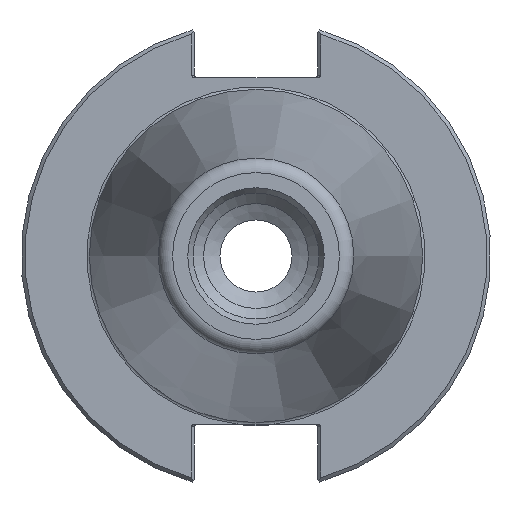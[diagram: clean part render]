
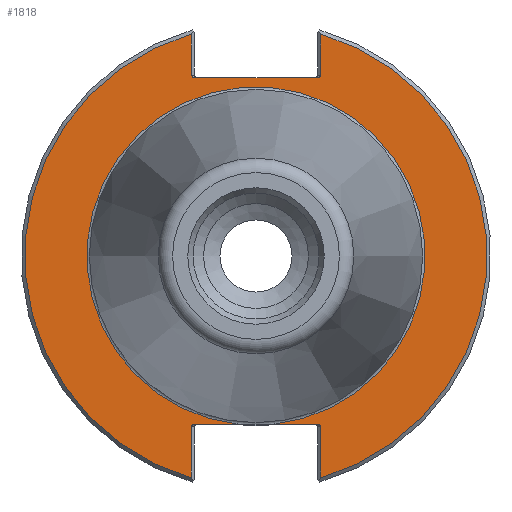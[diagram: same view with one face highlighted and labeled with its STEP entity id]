
A CAD part, left-side view. The second image highlights one B-rep face of the part: STEP entity #1818.
In plain terms, the highlighted planar face has unit normal (-1, 0, 0).
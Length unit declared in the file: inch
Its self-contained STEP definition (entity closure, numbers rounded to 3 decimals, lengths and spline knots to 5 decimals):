
#21=ELLIPSE('',#1989,0.02828,0.02);
#25=ELLIPSE('',#1998,0.02828,0.02);
#26=ELLIPSE('',#2002,0.02828,0.02);
#30=ELLIPSE('',#2011,0.02828,0.02);
#173=LINE('',#3852,#275);
#181=LINE('',#3884,#283);
#189=LINE('',#3915,#291);
#197=LINE('',#3947,#299);
#199=LINE('',#3979,#301);
#200=LINE('',#3981,#302);
#201=LINE('',#3983,#303);
#275=VECTOR('',#2336,0.3937);
#283=VECTOR('',#2362,0.3937);
#291=VECTOR('',#2386,0.3937);
#299=VECTOR('',#2412,0.3937);
#301=VECTOR('',#2430,0.3937);
#302=VECTOR('',#2433,0.3937);
#303=VECTOR('',#2436,0.3937);
#381=PLANE('',#2025);
#531=FACE_OUTER_BOUND('',#629,.T.);
#629=EDGE_LOOP('',(#1530,#1531,#1532,#1533,#1534,#1535,#1536,#1537,#1538,
#1539,#1540,#1541,#1542,#1543));
#720=CIRCLE('',#2020,1.395);
#725=CIRCLE('',#2026,1.9075);
#726=CIRCLE('',#2027,1.9075);
#871=VERTEX_POINT('',#3837);
#872=VERTEX_POINT('',#3839);
#875=VERTEX_POINT('',#3851);
#880=VERTEX_POINT('',#3869);
#881=VERTEX_POINT('',#3871);
#884=VERTEX_POINT('',#3883);
#886=VERTEX_POINT('',#3891);
#887=VERTEX_POINT('',#3892);
#893=VERTEX_POINT('',#3911);
#896=VERTEX_POINT('',#3925);
#897=VERTEX_POINT('',#3927);
#902=VERTEX_POINT('',#3943);
#904=VERTEX_POINT('',#3955);
#906=VERTEX_POINT('',#3963);
#1090=EDGE_CURVE('',#871,#872,#21,.T.);
#1095=EDGE_CURVE('',#872,#875,#173,.T.);
#1104=EDGE_CURVE('',#880,#881,#25,.T.);
#1109=EDGE_CURVE('',#881,#884,#181,.T.);
#1112=EDGE_CURVE('',#886,#887,#26,.T.);
#1123=EDGE_CURVE('',#893,#886,#189,.T.);
#1128=EDGE_CURVE('',#896,#897,#30,.T.);
#1137=EDGE_CURVE('',#902,#896,#197,.T.);
#1141=EDGE_CURVE('',#904,#906,#720,.T.);
#1147=EDGE_CURVE('',#887,#904,#199,.T.);
#1148=EDGE_CURVE('',#875,#893,#725,.T.);
#1149=EDGE_CURVE('',#897,#871,#200,.T.);
#1150=EDGE_CURVE('',#884,#902,#726,.T.);
#1151=EDGE_CURVE('',#906,#880,#201,.T.);
#1530=ORIENTED_EDGE('',*,*,#1141,.F.);
#1531=ORIENTED_EDGE('',*,*,#1147,.F.);
#1532=ORIENTED_EDGE('',*,*,#1112,.F.);
#1533=ORIENTED_EDGE('',*,*,#1123,.F.);
#1534=ORIENTED_EDGE('',*,*,#1148,.F.);
#1535=ORIENTED_EDGE('',*,*,#1095,.F.);
#1536=ORIENTED_EDGE('',*,*,#1090,.F.);
#1537=ORIENTED_EDGE('',*,*,#1149,.F.);
#1538=ORIENTED_EDGE('',*,*,#1128,.F.);
#1539=ORIENTED_EDGE('',*,*,#1137,.F.);
#1540=ORIENTED_EDGE('',*,*,#1150,.F.);
#1541=ORIENTED_EDGE('',*,*,#1109,.F.);
#1542=ORIENTED_EDGE('',*,*,#1104,.F.);
#1543=ORIENTED_EDGE('',*,*,#1151,.F.);
#1818=ADVANCED_FACE('',(#531),#381,.T.);
#1989=AXIS2_PLACEMENT_3D('',#3840,#2327,#2328);
#1998=AXIS2_PLACEMENT_3D('',#3872,#2353,#2354);
#2002=AXIS2_PLACEMENT_3D('',#3893,#2366,#2367);
#2011=AXIS2_PLACEMENT_3D('',#3928,#2394,#2395);
#2020=AXIS2_PLACEMENT_3D('',#3964,#2418,#2419);
#2025=AXIS2_PLACEMENT_3D('',#3978,#2428,#2429);
#2026=AXIS2_PLACEMENT_3D('',#3980,#2431,#2432);
#2027=AXIS2_PLACEMENT_3D('',#3982,#2434,#2435);
#2327=DIRECTION('center_axis',(-1.,0.,0.));
#2328=DIRECTION('ref_axis',(0.,-1.,0.));
#2336=DIRECTION('',(0.,0.,1.));
#2353=DIRECTION('center_axis',(-1.,0.,0.));
#2354=DIRECTION('ref_axis',(0.,1.,0.));
#2362=DIRECTION('',(0.,0.,-1.));
#2366=DIRECTION('center_axis',(-1.,0.,0.));
#2367=DIRECTION('ref_axis',(0.,-1.,0.));
#2386=DIRECTION('',(0.,0.,1.));
#2394=DIRECTION('center_axis',(-1.,0.,0.));
#2395=DIRECTION('ref_axis',(0.,1.,0.));
#2412=DIRECTION('',(0.,0.,-1.));
#2418=DIRECTION('center_axis',(-1.,0.,0.));
#2419=DIRECTION('ref_axis',(0.,-1.,0.));
#2428=DIRECTION('center_axis',(-1.,0.,0.));
#2429=DIRECTION('ref_axis',(0.,0.,1.));
#2430=DIRECTION('',(0.,1.,0.));
#2431=DIRECTION('center_axis',(1.,0.,0.));
#2432=DIRECTION('ref_axis',(0.,-1.,0.));
#2433=DIRECTION('',(0.,-1.,0.));
#2434=DIRECTION('center_axis',(1.,0.,0.));
#2435=DIRECTION('ref_axis',(0.,1.,0.));
#2436=DIRECTION('',(0.,1.,0.));
#3837=CARTESIAN_POINT('',(0.125,-0.50422,1.472));
#3839=CARTESIAN_POINT('',(0.125,-0.5325,1.492));
#3840=CARTESIAN_POINT('Origin',(0.125,-0.50422,1.492));
#3851=CARTESIAN_POINT('',(0.125,-0.5325,1.83167));
#3852=CARTESIAN_POINT('',(0.125,-0.5325,0.736));
#3869=CARTESIAN_POINT('',(0.125,0.50422,-1.388));
#3871=CARTESIAN_POINT('',(0.125,0.5325,-1.408));
#3872=CARTESIAN_POINT('Origin',(0.125,0.50422,-1.408));
#3883=CARTESIAN_POINT('',(0.125,0.5325,-1.83167));
#3884=CARTESIAN_POINT('',(0.125,0.5325,-0.694));
#3891=CARTESIAN_POINT('',(0.125,-0.5325,-1.408));
#3892=CARTESIAN_POINT('',(0.125,-0.50422,-1.388));
#3893=CARTESIAN_POINT('Origin',(0.125,-0.50422,-1.408));
#3911=CARTESIAN_POINT('',(0.125,-0.5325,-1.83167));
#3915=CARTESIAN_POINT('',(0.125,-0.5325,-0.694));
#3925=CARTESIAN_POINT('',(0.125,0.5325,1.492));
#3927=CARTESIAN_POINT('',(0.125,0.50422,1.472));
#3928=CARTESIAN_POINT('Origin',(0.125,0.50422,1.492));
#3943=CARTESIAN_POINT('',(0.125,0.5325,1.83167));
#3947=CARTESIAN_POINT('',(0.125,0.5325,0.736));
#3955=CARTESIAN_POINT('',(0.125,-0.13957,-1.388));
#3963=CARTESIAN_POINT('',(0.125,0.13957,-1.388));
#3964=CARTESIAN_POINT('Origin',(0.125,0.,0.));
#3978=CARTESIAN_POINT('Origin',(0.125,1.65625,0.));
#3979=CARTESIAN_POINT('',(0.125,0.82813,-1.388));
#3980=CARTESIAN_POINT('Origin',(0.125,0.,0.));
#3981=CARTESIAN_POINT('',(0.125,0.82813,1.472));
#3982=CARTESIAN_POINT('Origin',(0.125,0.,0.));
#3983=CARTESIAN_POINT('',(0.125,0.82813,-1.388));
